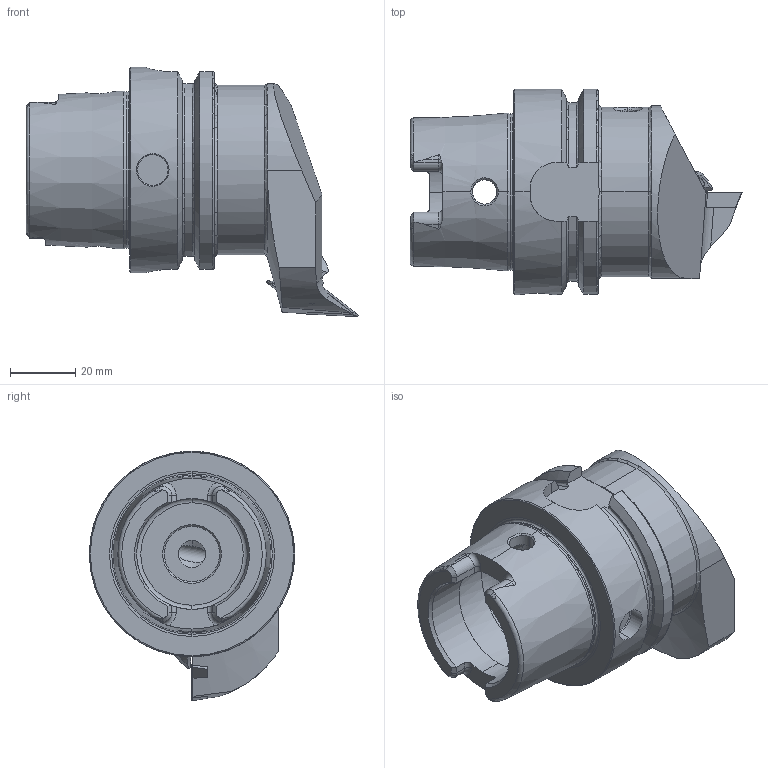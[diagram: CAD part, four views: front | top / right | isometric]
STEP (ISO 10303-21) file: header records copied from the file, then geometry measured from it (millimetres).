
FILE_DESCRIPTION (( 'STEP AP203' ), '1' );
FILE_NAME ('HA6.KVB.RJA.070-HP.STEP', '2024-08-20T12:45:47', ( '' ), ( '' ), 'SwSTEP 2.0', 'SolidWorks 2022', '' );
FILE_SCHEMA (( 'CONFIG_CONTROL_DESIGN' ));
Length unit declared in the file: millimetre
Products named in the file (11): CHP-PCX.000.022_Düse; CHP-ER1.008.014_A; DIN 3771 - 13x1; HA6.KVB.RJA.070-HP; VCMT160404; ISO 8752 2x8; HA6-KVB.RJA.070-HP_A; CHP-PCX.000.022_B; DIN 3771 - 6.5x1.5; WCB-ER2.001.009_A; DIN 7991 - M5x18
Assembly tree (10 placements, depth 3):
  HA6.KVB.RJA.070-HP
    HA6-KVB.RJA.070-HP_A
    WCB-ER2.001.009_A
    CHP-ER1.008.014_A
    CHP-PCX.000.022_Düse
      CHP-PCX.000.022_B
      DIN 3771 - 13x1
      DIN 3771 - 6.5x1.5
      DIN 7991 - M5x18
    ISO 8752 2x8
    VCMT160404
Bounding box: 101.9 x 63 x 76.5 mm (x, y, z)
Volume: 140848.7 mm3; surface area: 33501.8 mm2
Topology: 9 solids, 9 shells, 519 faces, 1328 edges, 812 vertices
Faces by surface type: cylinder 149, plane 134, cone 107, torus 69, bspline 58, sphere 2
Entity records: 21197 total; most frequent: CARTESIAN_POINT 8291, ORIENTED_EDGE 2620, DIRECTION 2288, EDGE_CURVE 1310, AXIS2_PLACEMENT_3D 923, VERTEX_POINT 812, EDGE_LOOP 542, FACE_OUTER_BOUND 519
